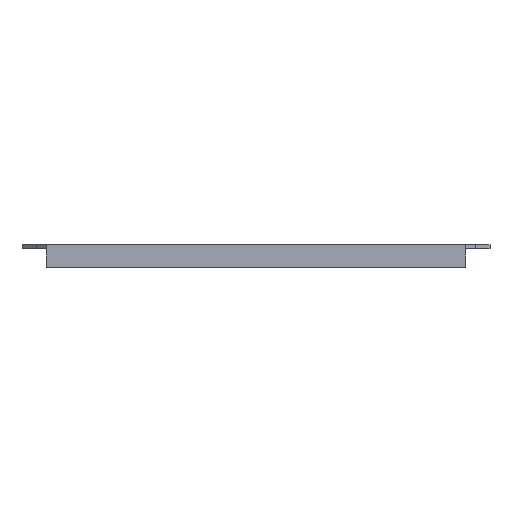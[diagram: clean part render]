
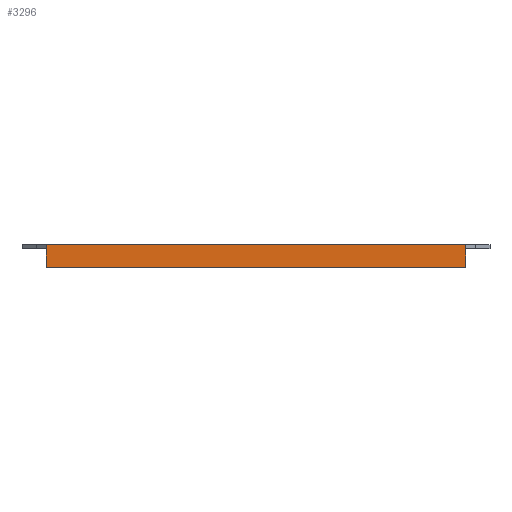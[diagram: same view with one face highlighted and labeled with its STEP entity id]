
A CAD part, front view. The second image highlights one B-rep face of the part: STEP entity #3296.
In plain terms, the highlighted planar face has unit normal (0, -1, 0).
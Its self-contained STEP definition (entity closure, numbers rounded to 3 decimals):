
#908=DIRECTION('',(1.,0.,0.));
#909=VECTOR('',#908,206.);
#910=CARTESIAN_POINT('',(93.256,61.434,2.));
#911=LINE('',#910,#909);
#1554=DIRECTION('',(0.,0.,-1.));
#1555=VECTOR('',#1554,2.);
#1556=CARTESIAN_POINT('',(299.256,61.434,2.));
#1557=LINE('',#1556,#1555);
#1561=DIRECTION('',(0.,0.,-1.));
#1562=VECTOR('',#1561,9.);
#1563=CARTESIAN_POINT('',(93.256,61.434,0.));
#1564=LINE('',#1563,#1562);
#1568=DIRECTION('',(0.,0.,-1.));
#1569=VECTOR('',#1568,2.);
#1570=CARTESIAN_POINT('',(93.256,61.434,2.));
#1571=LINE('',#1570,#1569);
#1575=DIRECTION('',(0.,0.,-1.));
#1576=VECTOR('',#1575,9.);
#1577=CARTESIAN_POINT('',(299.256,61.434,0.));
#1578=LINE('',#1577,#1576);
#1624=DIRECTION('',(1.,0.,0.));
#1625=VECTOR('',#1624,206.);
#1626=CARTESIAN_POINT('',(93.256,61.434,-9.));
#1627=LINE('',#1626,#1625);
#2226=CARTESIAN_POINT('',(299.256,61.434,2.));
#2227=VERTEX_POINT('',#2226);
#2228=CARTESIAN_POINT('',(93.256,61.434,2.));
#2229=VERTEX_POINT('',#2228);
#2512=CARTESIAN_POINT('',(93.256,61.434,-9.));
#2513=CARTESIAN_POINT('',(299.256,61.434,-9.));
#2514=VERTEX_POINT('',#2512);
#2515=VERTEX_POINT('',#2513);
#2528=CARTESIAN_POINT('',(299.256,61.434,0.));
#2530=VERTEX_POINT('',#2528);
#2534=CARTESIAN_POINT('',(93.256,61.434,0.));
#2535=VERTEX_POINT('',#2534);
#3279=CARTESIAN_POINT('',(196.256,61.434,0.));
#3280=DIRECTION('',(0.,-1.,0.));
#3281=DIRECTION('',(1.,0.,0.));
#3282=AXIS2_PLACEMENT_3D('',#3279,#3280,#3281);
#3283=PLANE('',#3282);
#3284=ORIENTED_EDGE('',*,*,#3264,.T.);
#3286=ORIENTED_EDGE('',*,*,#3285,.T.);
#3288=ORIENTED_EDGE('',*,*,#3287,.F.);
#3290=ORIENTED_EDGE('',*,*,#3289,.F.);
#3292=ORIENTED_EDGE('',*,*,#3291,.F.);
#3293=ORIENTED_EDGE('',*,*,#2871,.T.);
#3294=EDGE_LOOP('',(#3284,#3286,#3288,#3290,#3292,#3293));
#3295=FACE_OUTER_BOUND('',#3294,.F.);
#2871=EDGE_CURVE('',#2229,#2227,#911,.T.);
#3264=EDGE_CURVE('',#2227,#2530,#1557,.T.);
#3285=EDGE_CURVE('',#2530,#2515,#1578,.T.);
#3287=EDGE_CURVE('',#2514,#2515,#1627,.T.);
#3289=EDGE_CURVE('',#2535,#2514,#1564,.T.);
#3291=EDGE_CURVE('',#2229,#2535,#1571,.T.);
#3296=ADVANCED_FACE('',(#3295),#3283,.T.);
